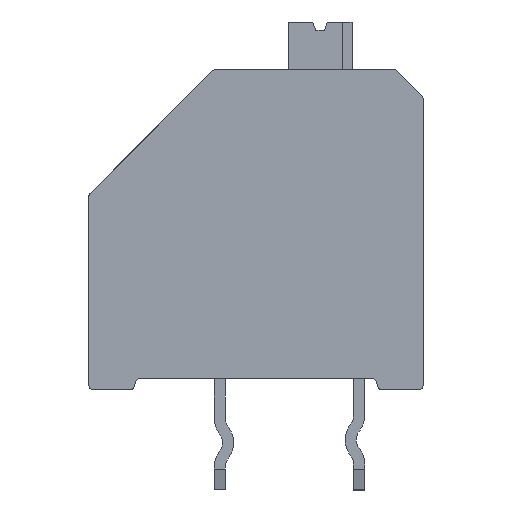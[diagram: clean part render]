
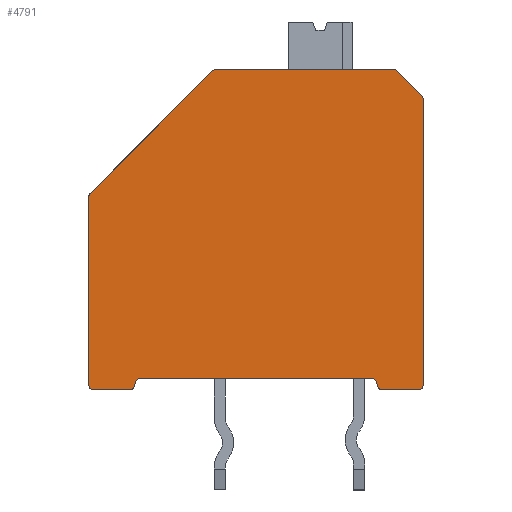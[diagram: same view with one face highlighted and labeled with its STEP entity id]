
A CAD part, front view. The second image highlights one B-rep face of the part: STEP entity #4791.
In plain terms, the highlighted planar face has unit normal (0, -1, 0).
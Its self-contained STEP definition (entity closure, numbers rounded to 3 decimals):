
#215=CIRCLE('',#5126,0.17);
#216=CIRCLE('',#5129,0.17);
#217=CIRCLE('',#5131,0.17);
#218=CIRCLE('',#5133,0.17);
#219=CIRCLE('',#5136,0.17);
#220=CIRCLE('',#5141,0.17);
#221=CIRCLE('',#5145,0.17);
#222=CIRCLE('',#5147,0.17);
#223=CIRCLE('',#5149,0.17);
#224=CIRCLE('',#5154,0.17);
#1199=ORIENTED_EDGE('',*,*,#1726,.F.);
#1200=ORIENTED_EDGE('',*,*,#1734,.T.);
#1201=ORIENTED_EDGE('',*,*,#1744,.T.);
#1202=ORIENTED_EDGE('',*,*,#1738,.F.);
#1203=ORIENTED_EDGE('',*,*,#1764,.T.);
#1204=ORIENTED_EDGE('',*,*,#1760,.F.);
#1205=ORIENTED_EDGE('',*,*,#1762,.T.);
#1206=ORIENTED_EDGE('',*,*,#1736,.T.);
#1207=ORIENTED_EDGE('',*,*,#1732,.F.);
#1208=ORIENTED_EDGE('',*,*,#1750,.T.);
#1209=ORIENTED_EDGE('',*,*,#1755,.T.);
#1210=ORIENTED_EDGE('',*,*,#1729,.T.);
#1211=ORIENTED_EDGE('',*,*,#1741,.F.);
#1212=ORIENTED_EDGE('',*,*,#1757,.T.);
#1213=ORIENTED_EDGE('',*,*,#1767,.T.);
#1214=ORIENTED_EDGE('',*,*,#1772,.T.);
#1215=ORIENTED_EDGE('',*,*,#1752,.F.);
#1216=ORIENTED_EDGE('',*,*,#1758,.T.);
#1217=ORIENTED_EDGE('',*,*,#1748,.T.);
#1218=ORIENTED_EDGE('',*,*,#1743,.T.);
#1726=EDGE_CURVE('',#2088,#2087,#2404,.T.);
#1729=EDGE_CURVE('',#2089,#2090,#215,.T.);
#1732=EDGE_CURVE('',#2092,#2091,#2409,.T.);
#1734=EDGE_CURVE('',#2088,#2093,#216,.T.);
#1736=EDGE_CURVE('',#2094,#2091,#217,.T.);
#1738=EDGE_CURVE('',#2095,#2096,#218,.T.);
#1741=EDGE_CURVE('',#2097,#2090,#2415,.T.);
#1743=EDGE_CURVE('',#2098,#2087,#219,.T.);
#1744=EDGE_CURVE('',#2093,#2096,#2417,.T.);
#1748=EDGE_CURVE('',#2099,#2098,#2421,.T.);
#1750=EDGE_CURVE('',#2092,#2100,#220,.T.);
#1752=EDGE_CURVE('',#2101,#2102,#2424,.T.);
#1755=EDGE_CURVE('',#2100,#2089,#2427,.T.);
#1757=EDGE_CURVE('',#2097,#2104,#221,.T.);
#1758=EDGE_CURVE('',#2101,#2099,#222,.T.);
#1760=EDGE_CURVE('',#2105,#2106,#223,.T.);
#1762=EDGE_CURVE('',#2105,#2094,#2431,.T.);
#1764=EDGE_CURVE('',#2095,#2106,#2433,.T.);
#1767=EDGE_CURVE('',#2104,#2108,#2436,.T.);
#1772=EDGE_CURVE('',#2108,#2102,#224,.T.);
#2087=VERTEX_POINT('',#7172);
#2088=VERTEX_POINT('',#7174);
#2089=VERTEX_POINT('',#7178);
#2090=VERTEX_POINT('',#7180);
#2091=VERTEX_POINT('',#7184);
#2092=VERTEX_POINT('',#7186);
#2093=VERTEX_POINT('',#7190);
#2094=VERTEX_POINT('',#7194);
#2095=VERTEX_POINT('',#7198);
#2096=VERTEX_POINT('',#7200);
#2097=VERTEX_POINT('',#7204);
#2098=VERTEX_POINT('',#7208);
#2099=VERTEX_POINT('',#7217);
#2100=VERTEX_POINT('',#7221);
#2101=VERTEX_POINT('',#7225);
#2102=VERTEX_POINT('',#7227);
#2104=VERTEX_POINT('',#7235);
#2105=VERTEX_POINT('',#7241);
#2106=VERTEX_POINT('',#7243);
#2108=VERTEX_POINT('',#7254);
#2404=LINE('',#7175,#2738);
#2409=LINE('',#7187,#2743);
#2415=LINE('',#7205,#2749);
#2417=LINE('',#7211,#2751);
#2421=LINE('',#7218,#2755);
#2424=LINE('',#7226,#2758);
#2427=LINE('',#7232,#2761);
#2431=LINE('',#7246,#2765);
#2433=LINE('',#7249,#2767);
#2436=LINE('',#7255,#2770);
#2738=VECTOR('',#6078,1000.);
#2743=VECTOR('',#6089,1000.);
#2749=VECTOR('',#6109,1000.);
#2751=VECTOR('',#6117,1000.);
#2755=VECTOR('',#6125,1000.);
#2758=VECTOR('',#6134,1000.);
#2761=VECTOR('',#6139,1000.);
#2765=VECTOR('',#6157,1000.);
#2767=VECTOR('',#6161,1000.);
#2770=VECTOR('',#6166,1000.);
#2970=EDGE_LOOP('',(#1199,#1200,#1201,#1202,#1203,#1204,#1205,#1206,#1207,
#1208,#1209,#1210,#1211,#1212,#1213,#1214,#1215,#1216,#1217,#1218));
#3172=FACE_BOUND('',#2970,.T.);
#3289=PLANE('',#5153);
#4791=ADVANCED_FACE('',(#3172),#3289,.T.);
#5126=AXIS2_PLACEMENT_3D('',#7181,#6083,#6084);
#5129=AXIS2_PLACEMENT_3D('',#7191,#6093,#6094);
#5131=AXIS2_PLACEMENT_3D('',#7195,#6098,#6099);
#5133=AXIS2_PLACEMENT_3D('',#7199,#6103,#6104);
#5136=AXIS2_PLACEMENT_3D('',#7209,#6113,#6114);
#5141=AXIS2_PLACEMENT_3D('',#7222,#6129,#6130);
#5145=AXIS2_PLACEMENT_3D('',#7236,#6143,#6144);
#5147=AXIS2_PLACEMENT_3D('',#7238,#6147,#6148);
#5149=AXIS2_PLACEMENT_3D('',#7242,#6152,#6153);
#5153=AXIS2_PLACEMENT_3D('',#7262,#6171,#6172);
#5154=AXIS2_PLACEMENT_3D('',#7263,#6173,#6174);
#6078=DIRECTION('',(-1.,0.,0.));
#6083=DIRECTION('',(0.,-1.,0.));
#6084=DIRECTION('',(0.,0.,-1.));
#6089=DIRECTION('',(-1.,0.,0.));
#6093=DIRECTION('',(0.,-1.,0.));
#6094=DIRECTION('',(0.,0.,-1.));
#6098=DIRECTION('',(0.,-1.,0.));
#6099=DIRECTION('',(0.,0.,-1.));
#6103=DIRECTION('',(0.,-1.,0.));
#6104=DIRECTION('',(0.,0.,-1.));
#6109=DIRECTION('',(0.707,0.,-0.707));
#6113=DIRECTION('',(0.,-1.,0.));
#6114=DIRECTION('',(0.,0.,-1.));
#6117=DIRECTION('',(0.259,0.,0.966));
#6125=DIRECTION('',(0.,0.,-1.));
#6129=DIRECTION('',(0.,-1.,0.));
#6130=DIRECTION('',(0.,0.,-1.));
#6134=DIRECTION('',(0.707,0.,0.707));
#6139=DIRECTION('',(0.,0.,1.));
#6143=DIRECTION('',(0.,-1.,0.));
#6144=DIRECTION('',(0.,0.,-1.));
#6147=DIRECTION('',(0.,-1.,0.));
#6148=DIRECTION('',(0.,0.,-1.));
#6152=DIRECTION('',(0.,-1.,0.));
#6153=DIRECTION('',(0.,0.,-1.));
#6157=DIRECTION('',(0.259,0.,-0.966));
#6161=DIRECTION('',(1.,0.,0.));
#6166=DIRECTION('',(-1.,0.,0.));
#6171=DIRECTION('',(0.,-1.,0.));
#6172=DIRECTION('',(0.,0.,-1.));
#6173=DIRECTION('',(0.,-1.,0.));
#6174=DIRECTION('',(0.,0.,-1.));
#7172=CARTESIAN_POINT('',(0.17,-5.31,-0.17));
#7174=CARTESIAN_POINT('',(1.47,-5.31,-0.17));
#7175=CARTESIAN_POINT('',(6.,-5.31,-0.17));
#7178=CARTESIAN_POINT('',(12.,-5.31,10.26));
#7180=CARTESIAN_POINT('',(11.95,-5.31,10.38));
#7181=CARTESIAN_POINT('',(11.83,-5.31,10.26));
#7184=CARTESIAN_POINT('',(10.53,-5.31,-0.17));
#7186=CARTESIAN_POINT('',(11.83,-5.31,-0.17));
#7187=CARTESIAN_POINT('',(6.,-5.31,-0.17));
#7190=CARTESIAN_POINT('',(1.634,-5.31,-0.044));
#7191=CARTESIAN_POINT('',(1.47,-5.31,0.));
#7194=CARTESIAN_POINT('',(10.366,-5.31,-0.044));
#7195=CARTESIAN_POINT('',(10.53,-5.31,0.));
#7198=CARTESIAN_POINT('',(1.838,-5.31,0.23));
#7199=CARTESIAN_POINT('',(1.838,-5.31,0.06));
#7200=CARTESIAN_POINT('',(1.673,-5.31,0.104));
#7204=CARTESIAN_POINT('',(11.05,-5.31,11.28));
#7205=CARTESIAN_POINT('',(11.5,-5.31,10.83));
#7208=CARTESIAN_POINT('',(0.,-5.31,0.));
#7209=CARTESIAN_POINT('',(0.17,-5.31,0.));
#7211=CARTESIAN_POINT('',(1.707,-5.31,0.23));
#7217=CARTESIAN_POINT('',(0.,-5.31,6.76));
#7218=CARTESIAN_POINT('',(0.,-5.31,13.03));
#7221=CARTESIAN_POINT('',(12.,-5.31,0.));
#7222=CARTESIAN_POINT('',(11.83,-5.31,0.));
#7225=CARTESIAN_POINT('',(0.05,-5.31,6.88));
#7226=CARTESIAN_POINT('',(1.847,-5.31,8.677));
#7227=CARTESIAN_POINT('',(4.45,-5.31,11.28));
#7232=CARTESIAN_POINT('',(12.,-5.31,-3.77));
#7235=CARTESIAN_POINT('',(10.93,-5.31,11.33));
#7236=CARTESIAN_POINT('',(10.93,-5.31,11.16));
#7238=CARTESIAN_POINT('',(0.17,-5.31,6.76));
#7241=CARTESIAN_POINT('',(10.327,-5.31,0.104));
#7242=CARTESIAN_POINT('',(10.162,-5.31,0.06));
#7243=CARTESIAN_POINT('',(10.162,-5.31,0.23));
#7246=CARTESIAN_POINT('',(10.774,-5.31,-1.566));
#7249=CARTESIAN_POINT('',(10.493,-5.31,0.23));
#7254=CARTESIAN_POINT('',(4.57,-5.31,11.33));
#7255=CARTESIAN_POINT('',(12.,-5.31,11.33));
#7262=CARTESIAN_POINT('',(0.,-5.31,0.));
#7263=CARTESIAN_POINT('',(4.57,-5.31,11.16));
